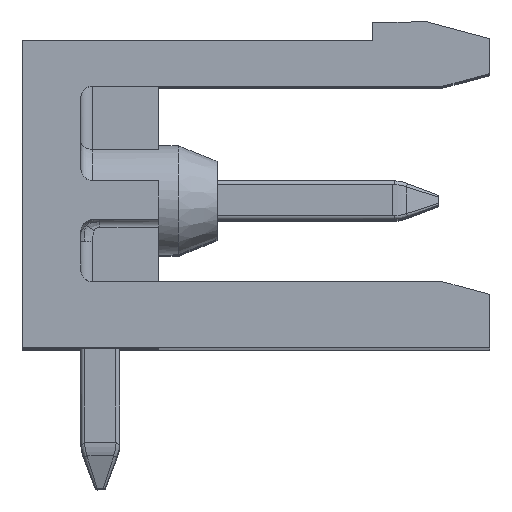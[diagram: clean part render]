
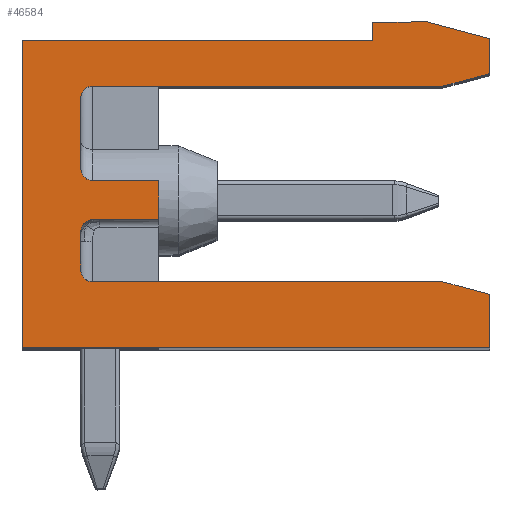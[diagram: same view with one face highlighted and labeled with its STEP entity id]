
A CAD part, top view. The second image highlights one B-rep face of the part: STEP entity #46584.
In plain terms, the highlighted planar face has unit normal (0, 0, 1).
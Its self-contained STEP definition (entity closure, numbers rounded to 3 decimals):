
#44624=CARTESIAN_POINT('',(-2.5,-3.8,2.5));
#44625=VERTEX_POINT('',#44624);
#44632=CARTESIAN_POINT('',(-2.5,4.1,2.5));
#44633=VERTEX_POINT('',#44632);
#44634=CARTESIAN_POINT('',(-2.5,-3.8,2.5));
#44635=DIRECTION('',(0.0,1.0,0.0));
#44636=VECTOR('',#44635,7.9);
#44637=LINE('',#44634,#44636);
#44638=EDGE_CURVE('',#44625,#44633,#44637,.T.);
#44717=CARTESIAN_POINT('',(-0.7,2.925,2.5));
#44718=VERTEX_POINT('',#44717);
#44725=CARTESIAN_POINT('',(-1.,2.625,2.5));
#44726=VERTEX_POINT('',#44725);
#44727=CARTESIAN_POINT('',(-0.7,2.625,2.5));
#44728=DIRECTION('',(0.0,0.0,1.));
#44729=DIRECTION('',(-0.707,0.707,0.0));
#44730=AXIS2_PLACEMENT_3D('',#44727,#44728,#44729);
#44731=CIRCLE('',#44730,0.3);
#44732=EDGE_CURVE('',#44718,#44726,#44731,.T.);
#44757=CARTESIAN_POINT('',(8.3,2.925,2.5));
#44758=VERTEX_POINT('',#44757);
#44765=CARTESIAN_POINT('',(-0.7,2.925,2.5));
#44766=DIRECTION('',(1.0,0.0,0.0));
#44767=VECTOR('',#44766,9.0);
#44768=LINE('',#44765,#44767);
#44769=EDGE_CURVE('',#44718,#44758,#44768,.T.);
#44991=CARTESIAN_POINT('',(-1.,0.8,2.5));
#44992=VERTEX_POINT('',#44991);
#44993=CARTESIAN_POINT('',(-0.7,0.5,2.5));
#44994=VERTEX_POINT('',#44993);
#44995=CARTESIAN_POINT('',(-0.7,0.8,2.5));
#44996=DIRECTION('',(0.,0.,1.0));
#44997=DIRECTION('',(-0.707,-0.707,0.));
#44998=AXIS2_PLACEMENT_3D('',#44995,#44996,#44997);
#44999=CIRCLE('',#44998,0.3);
#45000=EDGE_CURVE('',#44992,#44994,#44999,.T.);
#45245=CARTESIAN_POINT('',(1.,0.5,2.5));
#45246=VERTEX_POINT('',#45245);
#45247=CARTESIAN_POINT('',(-0.7,0.5,2.5));
#45248=DIRECTION('',(1.0,0.0,0.0));
#45249=VECTOR('',#45248,1.7);
#45250=LINE('',#45247,#45249);
#45251=EDGE_CURVE('',#44994,#45246,#45250,.T.);
#45268=CARTESIAN_POINT('',(-1.,-1.8,2.5));
#45269=VERTEX_POINT('',#45268);
#45270=CARTESIAN_POINT('',(-0.7,-2.1,2.5));
#45271=VERTEX_POINT('',#45270);
#45272=CARTESIAN_POINT('',(-0.7,-1.8,2.5));
#45273=DIRECTION('',(0.0,0.0,1.));
#45274=DIRECTION('',(-0.707,-0.707,0.0));
#45275=AXIS2_PLACEMENT_3D('',#45272,#45273,#45274);
#45276=CIRCLE('',#45275,0.3);
#45277=EDGE_CURVE('',#45269,#45271,#45276,.T.);
#45424=CARTESIAN_POINT('',(-0.7,-0.5,2.5));
#45425=VERTEX_POINT('',#45424);
#45426=CARTESIAN_POINT('',(-1.,-0.8,2.5));
#45427=VERTEX_POINT('',#45426);
#45428=CARTESIAN_POINT('',(-0.7,-0.8,2.5));
#45429=DIRECTION('',(0.0,0.0,1.0));
#45430=DIRECTION('',(-0.707,0.707,0.0));
#45431=AXIS2_PLACEMENT_3D('',#45428,#45429,#45430);
#45432=CIRCLE('',#45431,0.3);
#45433=EDGE_CURVE('',#45425,#45427,#45432,.T.);
#45461=CARTESIAN_POINT('',(1.,-0.5,2.5));
#45462=VERTEX_POINT('',#45461);
#45469=CARTESIAN_POINT('',(-0.7,-0.5,2.5));
#45470=DIRECTION('',(1.0,0.0,0.0));
#45471=VECTOR('',#45470,1.7);
#45472=LINE('',#45469,#45471);
#45473=EDGE_CURVE('',#45425,#45462,#45472,.T.);
#45884=CARTESIAN_POINT('',(1.,-0.5,2.5));
#45885=DIRECTION('',(0.0,1.0,0.0));
#45886=VECTOR('',#45885,1.);
#45887=LINE('',#45884,#45886);
#45888=EDGE_CURVE('',#45462,#45246,#45887,.T.);
#46094=CARTESIAN_POINT('',(-1.,-1.8,2.5));
#46095=DIRECTION('',(0.0,1.0,0.0));
#46096=VECTOR('',#46095,1.);
#46097=LINE('',#46094,#46096);
#46098=EDGE_CURVE('',#45269,#45427,#46097,.T.);
#46224=CARTESIAN_POINT('',(7.9,4.575,2.5));
#46225=VERTEX_POINT('',#46224);
#46232=CARTESIAN_POINT('',(9.5,4.146,2.5));
#46233=VERTEX_POINT('',#46232);
#46234=CARTESIAN_POINT('',(7.9,4.575,2.5));
#46235=DIRECTION('',(0.966,-0.259,0.0));
#46236=VECTOR('',#46235,1.656);
#46237=LINE('',#46234,#46236);
#46238=EDGE_CURVE('',#46225,#46233,#46237,.T.);
#46299=CARTESIAN_POINT('',(9.5,3.247,2.5));
#46300=VERTEX_POINT('',#46299);
#46301=CARTESIAN_POINT('',(9.5,4.146,2.5));
#46302=DIRECTION('',(0.0,-1.0,0.0));
#46303=VECTOR('',#46302,0.9);
#46304=LINE('',#46301,#46303);
#46305=EDGE_CURVE('',#46233,#46300,#46304,.T.);
#46352=CARTESIAN_POINT('',(9.5,3.247,2.5));
#46353=DIRECTION('',(-0.966,-0.259,0.0));
#46354=VECTOR('',#46353,1.242);
#46355=LINE('',#46352,#46354);
#46356=EDGE_CURVE('',#46300,#44758,#46355,.T.);
#46489=CARTESIAN_POINT('',(8.3,-2.1,2.5));
#46490=VERTEX_POINT('',#46489);
#46491=CARTESIAN_POINT('',(9.5,-2.422,2.5));
#46492=VERTEX_POINT('',#46491);
#46493=CARTESIAN_POINT('',(8.3,-2.1,2.5));
#46494=DIRECTION('',(0.966,-0.259,0.0));
#46495=VECTOR('',#46494,1.242);
#46496=LINE('',#46493,#46495);
#46497=EDGE_CURVE('',#46490,#46492,#46496,.T.);
#46515=CARTESIAN_POINT('',(3.549,0.236,2.5));
#46516=DIRECTION('',(0.0,0.0,1.0));
#46517=DIRECTION('',(1.0,0.0,0.0));
#46518=AXIS2_PLACEMENT_3D('',#46515,#46516,#46517);
#46519=PLANE('',#46518);
#46520=ORIENTED_EDGE('',*,*,#46356,.F.);
#46521=ORIENTED_EDGE('',*,*,#46305,.F.);
#46522=ORIENTED_EDGE('',*,*,#46238,.F.);
#46523=CARTESIAN_POINT('',(6.5,4.575,2.5));
#46524=VERTEX_POINT('',#46523);
#46525=CARTESIAN_POINT('',(6.5,4.575,2.5));
#46526=DIRECTION('',(1.0,0.0,0.0));
#46527=VECTOR('',#46526,1.4);
#46528=LINE('',#46525,#46527);
#46529=EDGE_CURVE('',#46524,#46225,#46528,.T.);
#46530=ORIENTED_EDGE('',*,*,#46529,.F.);
#46531=CARTESIAN_POINT('',(6.5,4.1,2.5));
#46532=VERTEX_POINT('',#46531);
#46533=CARTESIAN_POINT('',(6.5,4.1,2.5));
#46534=DIRECTION('',(0.0,1.0,0.0));
#46535=VECTOR('',#46534,0.475);
#46536=LINE('',#46533,#46535);
#46537=EDGE_CURVE('',#46532,#46524,#46536,.T.);
#46538=ORIENTED_EDGE('',*,*,#46537,.F.);
#46539=CARTESIAN_POINT('',(-2.5,4.1,2.5));
#46540=DIRECTION('',(1.0,0.0,0.0));
#46541=VECTOR('',#46540,9.0);
#46542=LINE('',#46539,#46541);
#46543=EDGE_CURVE('',#44633,#46532,#46542,.T.);
#46544=ORIENTED_EDGE('',*,*,#46543,.F.);
#46545=ORIENTED_EDGE('',*,*,#44638,.F.);
#46546=CARTESIAN_POINT('',(9.5,-3.8,2.5));
#46547=VERTEX_POINT('',#46546);
#46548=CARTESIAN_POINT('',(9.5,-3.8,2.5));
#46549=DIRECTION('',(-1.0,0.0,0.0));
#46550=VECTOR('',#46549,12.);
#46551=LINE('',#46548,#46550);
#46552=EDGE_CURVE('',#46547,#44625,#46551,.T.);
#46553=ORIENTED_EDGE('',*,*,#46552,.F.);
#46554=CARTESIAN_POINT('',(9.5,-2.422,2.5));
#46555=DIRECTION('',(0.0,-1.0,0.0));
#46556=VECTOR('',#46555,1.378);
#46557=LINE('',#46554,#46556);
#46558=EDGE_CURVE('',#46492,#46547,#46557,.T.);
#46559=ORIENTED_EDGE('',*,*,#46558,.F.);
#46560=ORIENTED_EDGE('',*,*,#46497,.F.);
#46561=CARTESIAN_POINT('',(8.3,-2.1,2.5));
#46562=DIRECTION('',(-1.0,0.0,0.0));
#46563=VECTOR('',#46562,9.0);
#46564=LINE('',#46561,#46563);
#46565=EDGE_CURVE('',#46490,#45271,#46564,.T.);
#46566=ORIENTED_EDGE('',*,*,#46565,.T.);
#46567=ORIENTED_EDGE('',*,*,#45277,.F.);
#46568=ORIENTED_EDGE('',*,*,#46098,.T.);
#46569=ORIENTED_EDGE('',*,*,#45433,.F.);
#46570=ORIENTED_EDGE('',*,*,#45473,.T.);
#46571=ORIENTED_EDGE('',*,*,#45888,.T.);
#46572=ORIENTED_EDGE('',*,*,#45251,.F.);
#46573=ORIENTED_EDGE('',*,*,#45000,.F.);
#46574=CARTESIAN_POINT('',(-1.,0.8,2.5));
#46575=DIRECTION('',(0.0,1.0,0.0));
#46576=VECTOR('',#46575,1.825);
#46577=LINE('',#46574,#46576);
#46578=EDGE_CURVE('',#44992,#44726,#46577,.T.);
#46579=ORIENTED_EDGE('',*,*,#46578,.T.);
#46580=ORIENTED_EDGE('',*,*,#44732,.F.);
#46581=ORIENTED_EDGE('',*,*,#44769,.T.);
#46582=EDGE_LOOP('',(#46520,#46521,#46522,#46530,#46538,#46544,#46545,#46553,#46559,#46560,#46566,#46567,#46568,#46569,#46570,#46571,#46572,#46573,#46579,#46580,#46581));
#46583=FACE_OUTER_BOUND('',#46582,.T.);
#46584=ADVANCED_FACE('',(#46583),#46519,.T.);
